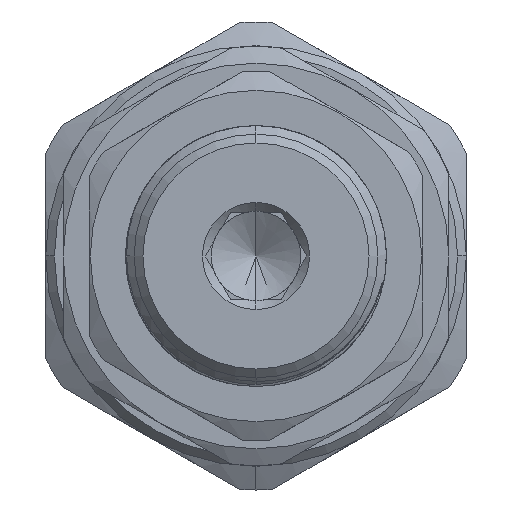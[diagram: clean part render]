
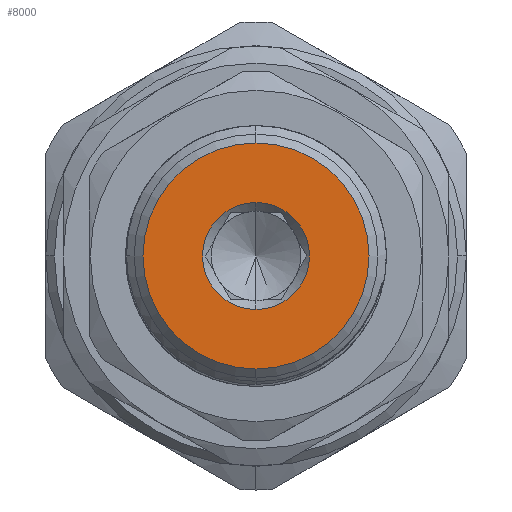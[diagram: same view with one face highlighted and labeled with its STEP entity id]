
A CAD part, left-side view. The second image highlights one B-rep face of the part: STEP entity #8000.
In plain terms, the highlighted planar face has unit normal (-1, 0, 0).
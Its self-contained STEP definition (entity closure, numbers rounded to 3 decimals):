
#211 = EDGE_CURVE ( 'NONE', #7160, #3312, #2152, .T. ) ;
#357 = EDGE_CURVE ( 'NONE', #9056, #6732, #9249, .T. ) ;
#909 = CARTESIAN_POINT ( 'NONE',  ( -78.35, 0., 0. ) ) ;
#1887 = DIRECTION ( 'NONE',  ( 1., 0., 0. ) ) ;
#1912 = FACE_OUTER_BOUND ( 'NONE', #8548, .T. ) ;
#2152 = CIRCLE ( 'NONE', #6589, 6.45 ) ;
#2460 = CARTESIAN_POINT ( 'NONE',  ( -78.35, 0., 6.45 ) ) ;
#2784 = DIRECTION ( 'NONE',  ( 1., 0., 0. ) ) ;
#3029 = EDGE_CURVE ( 'NONE', #6732, #9056, #6060, .T. ) ;
#3312 = VERTEX_POINT ( 'NONE', #2460 ) ;
#3486 = AXIS2_PLACEMENT_3D ( 'NONE', #11954, #6400, #7346 ) ;
#4024 = CARTESIAN_POINT ( 'NONE',  ( -78.35, 0., 6.45 ) ) ;
#4250 = ORIENTED_EDGE ( 'NONE', *, *, #211, .F. ) ;
#4577 = CARTESIAN_POINT ( 'NONE',  ( -78.35, 0., 3.05 ) ) ;
#4637 = ORIENTED_EDGE ( 'NONE', *, *, #3029, .T. ) ;
#4732 = DIRECTION ( 'NONE',  ( 0., 0., -1. ) ) ;
#4822 = DIRECTION ( 'NONE',  ( 1., 0., 0. ) ) ;
#5437 = CARTESIAN_POINT ( 'NONE',  ( -78.35, 0., 0. ) ) ;
#5511 = AXIS2_PLACEMENT_3D ( 'NONE', #5437, #1887, #6832 ) ;
#5658 = EDGE_LOOP ( 'NONE', ( #4637, #7558 ) ) ;
#6060 = CIRCLE ( 'NONE', #5511, 3.05 ) ;
#6302 = DIRECTION ( 'NONE',  ( 1., 0., 0. ) ) ;
#6383 = CARTESIAN_POINT ( 'NONE',  ( -78.35, 0., -3.05 ) ) ;
#6400 = DIRECTION ( 'NONE',  ( 1., 0., 0. ) ) ;
#6589 = AXIS2_PLACEMENT_3D ( 'NONE', #10815, #6302, #11765 ) ;
#6732 = VERTEX_POINT ( 'NONE', #4577 ) ;
#6832 = DIRECTION ( 'NONE',  ( 0., 0., -1. ) ) ;
#7116 = CARTESIAN_POINT ( 'NONE',  ( -78.35, 0., -6.45 ) ) ;
#7160 = VERTEX_POINT ( 'NONE', #7116 ) ;
#7346 = DIRECTION ( 'NONE',  ( 0., 0., -1. ) ) ;
#7558 = ORIENTED_EDGE ( 'NONE', *, *, #357, .T. ) ;
#7821 = AXIS2_PLACEMENT_3D ( 'NONE', #4024, #4822, #11460 ) ;
#8000 = ADVANCED_FACE ( 'NONE', ( #8891, #1912 ), #9566, .F. ) ;
#8548 = EDGE_LOOP ( 'NONE', ( #4250, #11652 ) ) ;
#8571 = CIRCLE ( 'NONE', #10129, 6.45 ) ;
#8891 = FACE_BOUND ( 'NONE', #5658, .T. ) ;
#9056 = VERTEX_POINT ( 'NONE', #6383 ) ;
#9249 = CIRCLE ( 'NONE', #3486, 3.05 ) ;
#9566 = PLANE ( 'NONE',  #7821 ) ;
#10129 = AXIS2_PLACEMENT_3D ( 'NONE', #909, #2784, #4732 ) ;
#10815 = CARTESIAN_POINT ( 'NONE',  ( -78.35, 0., 0. ) ) ;
#10879 = EDGE_CURVE ( 'NONE', #3312, #7160, #8571, .T. ) ;
#11460 = DIRECTION ( 'NONE',  ( 0., 0., -1. ) ) ;
#11652 = ORIENTED_EDGE ( 'NONE', *, *, #10879, .F. ) ;
#11765 = DIRECTION ( 'NONE',  ( 0., 0., -1. ) ) ;
#11954 = CARTESIAN_POINT ( 'NONE',  ( -78.35, 0., 0. ) ) ;
